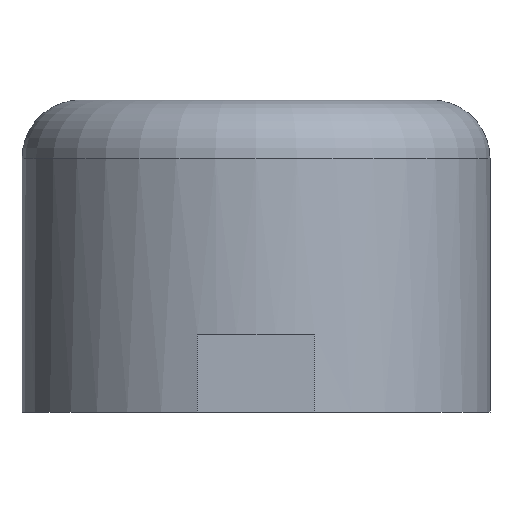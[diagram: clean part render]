
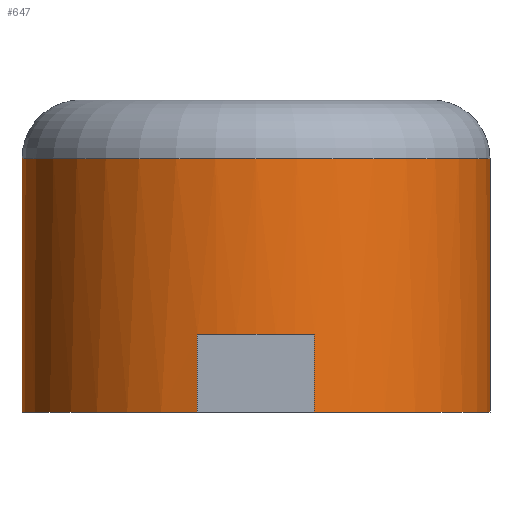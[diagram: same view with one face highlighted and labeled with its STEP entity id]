
A CAD part, left-side view. The second image highlights one B-rep face of the part: STEP entity #647.
In plain terms, the highlighted cylindrical face has radius 3 mm (diameter 6 mm), a full revolution.
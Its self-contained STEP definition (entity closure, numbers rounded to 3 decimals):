
#14=CYLINDRICAL_SURFACE('',#699,3.);
#19=CIRCLE('',#698,3.);
#20=CIRCLE('',#700,3.);
#21=CIRCLE('',#701,3.);
#22=CIRCLE('',#702,3.);
#23=CIRCLE('',#703,3.);
#24=CIRCLE('',#704,3.);
#53=FACE_OUTER_BOUND('',#91,.T.);
#91=EDGE_LOOP('',(#509,#510,#511,#512,#513,#514,#515,#516,#517,#518,#519,
#520));
#159=LINE('',#1007,#235);
#160=LINE('',#1011,#236);
#161=LINE('',#1015,#237);
#162=LINE('',#1019,#238);
#163=LINE('',#1023,#239);
#235=VECTOR('',#827,3.);
#236=VECTOR('',#830,10.);
#237=VECTOR('',#833,10.);
#238=VECTOR('',#836,10.);
#239=VECTOR('',#839,10.);
#294=VERTEX_POINT('',#1002);
#295=VERTEX_POINT('',#1006);
#296=VERTEX_POINT('',#1008);
#297=VERTEX_POINT('',#1010);
#298=VERTEX_POINT('',#1012);
#299=VERTEX_POINT('',#1014);
#300=VERTEX_POINT('',#1016);
#301=VERTEX_POINT('',#1018);
#302=VERTEX_POINT('',#1020);
#303=VERTEX_POINT('',#1022);
#370=EDGE_CURVE('',#294,#294,#19,.T.);
#371=EDGE_CURVE('',#294,#295,#159,.T.);
#372=EDGE_CURVE('',#295,#296,#20,.T.);
#373=EDGE_CURVE('',#296,#297,#160,.T.);
#374=EDGE_CURVE('',#297,#298,#21,.T.);
#375=EDGE_CURVE('',#298,#299,#161,.T.);
#376=EDGE_CURVE('',#299,#300,#22,.T.);
#377=EDGE_CURVE('',#300,#301,#162,.T.);
#378=EDGE_CURVE('',#301,#302,#23,.T.);
#379=EDGE_CURVE('',#302,#303,#163,.T.);
#380=EDGE_CURVE('',#303,#295,#24,.T.);
#509=ORIENTED_EDGE('',*,*,#370,.F.);
#510=ORIENTED_EDGE('',*,*,#371,.T.);
#511=ORIENTED_EDGE('',*,*,#372,.T.);
#512=ORIENTED_EDGE('',*,*,#373,.T.);
#513=ORIENTED_EDGE('',*,*,#374,.T.);
#514=ORIENTED_EDGE('',*,*,#375,.T.);
#515=ORIENTED_EDGE('',*,*,#376,.T.);
#516=ORIENTED_EDGE('',*,*,#377,.T.);
#517=ORIENTED_EDGE('',*,*,#378,.T.);
#518=ORIENTED_EDGE('',*,*,#379,.T.);
#519=ORIENTED_EDGE('',*,*,#380,.T.);
#520=ORIENTED_EDGE('',*,*,#371,.F.);
#647=ADVANCED_FACE('',(#53),#14,.T.);
#698=AXIS2_PLACEMENT_3D('',#1004,#823,#824);
#699=AXIS2_PLACEMENT_3D('',#1005,#825,#826);
#700=AXIS2_PLACEMENT_3D('',#1009,#828,#829);
#701=AXIS2_PLACEMENT_3D('',#1013,#831,#832);
#702=AXIS2_PLACEMENT_3D('',#1017,#834,#835);
#703=AXIS2_PLACEMENT_3D('',#1021,#837,#838);
#704=AXIS2_PLACEMENT_3D('',#1024,#840,#841);
#823=DIRECTION('center_axis',(0.,0.,1.));
#824=DIRECTION('ref_axis',(1.,0.,0.));
#825=DIRECTION('center_axis',(0.,0.,1.));
#826=DIRECTION('ref_axis',(1.,0.,0.));
#827=DIRECTION('',(0.,0.,-1.));
#828=DIRECTION('center_axis',(0.,0.,1.));
#829=DIRECTION('ref_axis',(1.,0.,0.));
#830=DIRECTION('',(0.,0.,-1.));
#831=DIRECTION('center_axis',(0.,0.,1.));
#832=DIRECTION('ref_axis',(1.,0.,0.));
#833=DIRECTION('',(0.,0.,1.));
#834=DIRECTION('center_axis',(0.,0.,1.));
#835=DIRECTION('ref_axis',(1.,0.,0.));
#836=DIRECTION('',(0.,0.,-1.));
#837=DIRECTION('center_axis',(0.,0.,1.));
#838=DIRECTION('ref_axis',(1.,0.,0.));
#839=DIRECTION('',(0.,0.,1.));
#840=DIRECTION('center_axis',(0.,0.,1.));
#841=DIRECTION('ref_axis',(1.,0.,0.));
#1002=CARTESIAN_POINT('',(-3.,0.,3.25));
#1004=CARTESIAN_POINT('Origin',(0.,0.,3.25));
#1005=CARTESIAN_POINT('Origin',(0.,0.,0.));
#1006=CARTESIAN_POINT('',(-3.,0.,1.));
#1007=CARTESIAN_POINT('',(-3.,0.,0.));
#1008=CARTESIAN_POINT('',(-2.905,-0.75,1.));
#1009=CARTESIAN_POINT('Origin',(0.,0.,1.));
#1010=CARTESIAN_POINT('',(-2.905,-0.75,0.));
#1011=CARTESIAN_POINT('',(-2.905,-0.75,0.));
#1012=CARTESIAN_POINT('',(2.905,-0.75,0.));
#1013=CARTESIAN_POINT('Origin',(0.,0.,0.));
#1014=CARTESIAN_POINT('',(2.905,-0.75,1.));
#1015=CARTESIAN_POINT('',(2.905,-0.75,0.));
#1016=CARTESIAN_POINT('',(2.905,0.75,1.));
#1017=CARTESIAN_POINT('Origin',(0.,0.,1.));
#1018=CARTESIAN_POINT('',(2.905,0.75,0.));
#1019=CARTESIAN_POINT('',(2.905,0.75,0.));
#1020=CARTESIAN_POINT('',(-2.905,0.75,0.));
#1021=CARTESIAN_POINT('Origin',(0.,0.,0.));
#1022=CARTESIAN_POINT('',(-2.905,0.75,1.));
#1023=CARTESIAN_POINT('',(-2.905,0.75,0.));
#1024=CARTESIAN_POINT('Origin',(0.,0.,1.));
